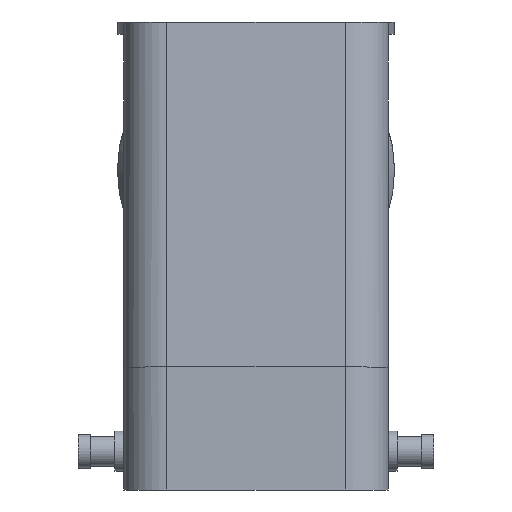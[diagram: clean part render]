
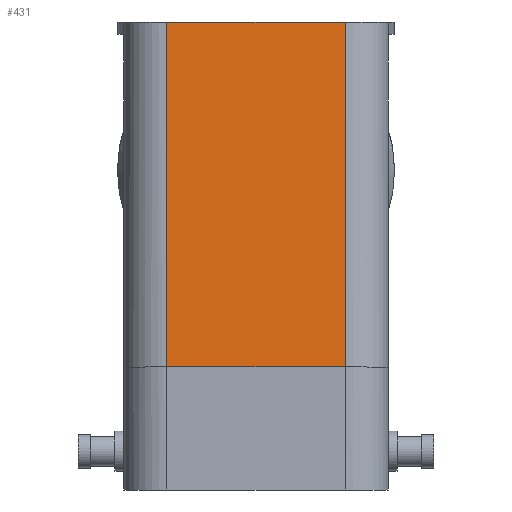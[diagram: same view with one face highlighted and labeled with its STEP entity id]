
A CAD part, left-side view. The second image highlights one B-rep face of the part: STEP entity #431.
In plain terms, the highlighted planar face has unit normal (-0.999, 0, 0.052).
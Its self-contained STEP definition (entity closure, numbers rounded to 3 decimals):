
#431 = ADVANCED_FACE( '', ( #980 ), #981, .T. );
#980 = FACE_OUTER_BOUND( '', #1645, .T. );
#981 = PLANE( '', #1646 );
#1645 = EDGE_LOOP( '', ( #2872, #2873, #2874, #2875 ) );
#1646 = AXIS2_PLACEMENT_3D( '', #2876, #2877, #2878 );
#2872 = ORIENTED_EDGE( '', *, *, #4024, .F. );
#2873 = ORIENTED_EDGE( '', *, *, #3959, .F. );
#2874 = ORIENTED_EDGE( '', *, *, #4279, .T. );
#2875 = ORIENTED_EDGE( '', *, *, #3847, .T. );
#2876 = CARTESIAN_POINT( '', ( -60., 0., 20. ) );
#2877 = DIRECTION( '', ( -0.999, 0., 0.052 ) );
#2878 = DIRECTION( '', ( 0.052, 0., 0.999 ) );
#3847 = EDGE_CURVE( '', #4533, #4550, #4552, .T. );
#3959 = EDGE_CURVE( '', #4737, #4738, #4739, .T. );
#4024 = EDGE_CURVE( '', #4738, #4550, #4853, .T. );
#4279 = EDGE_CURVE( '', #4737, #4533, #5237, .T. );
#4533 = VERTEX_POINT( '', #5593 );
#4550 = VERTEX_POINT( '', #5617 );
#4552 = LINE( '', #5619, #5620 );
#4737 = VERTEX_POINT( '', #5881 );
#4738 = VERTEX_POINT( '', #5882 );
#4739 = LINE( '', #5883, #5884 );
#4853 = LINE( '', #6040, #6041 );
#5237 = LINE( '', #6755, #6756 );
#5593 = CARTESIAN_POINT( '', ( -60., -14.5, 20. ) );
#5617 = CARTESIAN_POINT( '', ( -57.1, -14.5, 76. ) );
#5619 = CARTESIAN_POINT( '', ( -57.1, -14.5, 76. ) );
#5620 = VECTOR( '', #7243, 1000. );
#5881 = CARTESIAN_POINT( '', ( -60., 14.5, 20. ) );
#5882 = CARTESIAN_POINT( '', ( -57.1, 14.5, 76. ) );
#5883 = CARTESIAN_POINT( '', ( -57.1, 14.5, 76. ) );
#5884 = VECTOR( '', #7350, 1000. );
#6040 = CARTESIAN_POINT( '', ( -57.1, 0., 76. ) );
#6041 = VECTOR( '', #7423, 1000. );
#6755 = CARTESIAN_POINT( '', ( -60., 0., 20. ) );
#6756 = VECTOR( '', #7706, 1000. );
#7243 = DIRECTION( '', ( 0.052, 0., 0.999 ) );
#7350 = DIRECTION( '', ( 0.052, 0., 0.999 ) );
#7423 = DIRECTION( '', ( 0., -1., 0. ) );
#7706 = DIRECTION( '', ( 0., -1., 0. ) );
